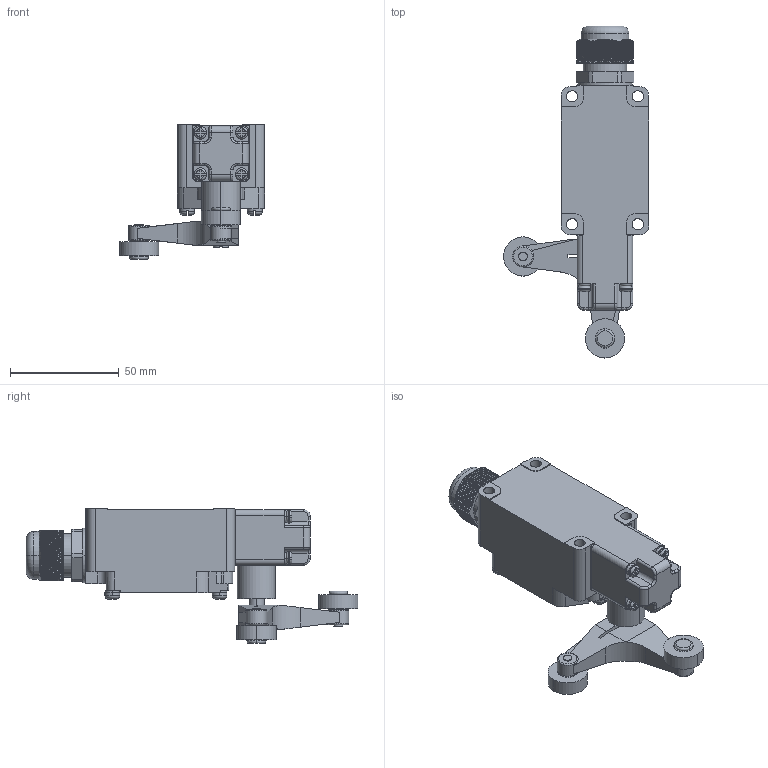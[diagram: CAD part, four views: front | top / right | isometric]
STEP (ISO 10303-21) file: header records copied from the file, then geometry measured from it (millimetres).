
FILE_DESCRIPTION((''),'2;1');
FILE_NAME('ASM0001_ASM','2024-11-22T',('Administrator'),('zyb.com'),'PRO/ENGINEER BY PARAMETRIC TECHNOLOGY CORPORATION, 2010280','PRO/ENGINEER BY PARAMETRIC TECHNOLOGY CORPORATION, 2010280','');
FILE_SCHEMA(('CONFIG_CONTROL_DESIGN'));
Length unit declared in the file: millimetre
Products named in the file (3): Y20241122001; LA167-Z5-105; ASM0001_ASM
Assembly tree (2 placements, depth 2):
  ASM0001_ASM
    Y20241122001
    LA167-Z5-105
Bounding box: 66.6 x 152.3 x 61.85 mm (x, y, z)
Volume: 136142.1 mm3; surface area: 32753.1 mm2
Topology: 3 solids, 3 shells, 796 faces, 2167 edges, 1414 vertices
Faces by surface type: plane 474, cylinder 250, torus 68, cone 4
Entity records: 25901 total; most frequent: CARTESIAN_POINT 5810, ORIENTED_EDGE 4334, DIRECTION 4037, EDGE_CURVE 2167, AXIS2_PLACEMENT_3D 1425, VERTEX_POINT 1414, VECTOR 1187, LINE 1187
